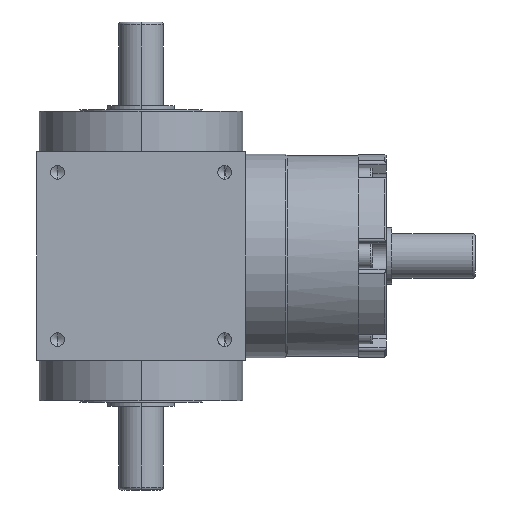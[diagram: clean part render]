
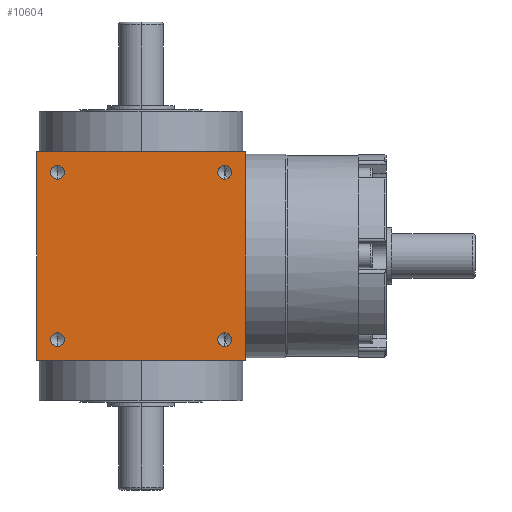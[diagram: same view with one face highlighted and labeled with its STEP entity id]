
A CAD part, left-side view. The second image highlights one B-rep face of the part: STEP entity #10604.
In plain terms, the highlighted planar face has unit normal (-1, 0, 0).
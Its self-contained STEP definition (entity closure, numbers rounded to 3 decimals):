
#30 = DIRECTION ( 'NONE',  ( -1., 0., 0. ) ) ;
#68 = CARTESIAN_POINT ( 'NONE',  ( -37.5, 30., 30. ) ) ;
#79 = EDGE_CURVE ( 'NONE', #2394, #1753, #1085, .T. ) ;
#243 = VERTEX_POINT ( 'NONE', #10770 ) ;
#269 = LINE ( 'NONE', #4047, #420 ) ;
#274 = CARTESIAN_POINT ( 'NONE',  ( -37.5, -30., -32.5 ) ) ;
#420 = VECTOR ( 'NONE', #7815, 1000. ) ;
#675 = EDGE_CURVE ( 'NONE', #7034, #2394, #11799, .T. ) ;
#724 = ORIENTED_EDGE ( 'NONE', *, *, #2320, .F. ) ;
#725 = CARTESIAN_POINT ( 'NONE',  ( -37.5, -37.5, 37.5 ) ) ;
#726 = FACE_OUTER_BOUND ( 'NONE', #3291, .T. ) ;
#877 = CARTESIAN_POINT ( 'NONE',  ( -37.5, -30., -30. ) ) ;
#891 = EDGE_CURVE ( 'NONE', #9197, #4412, #6558, .T. ) ;
#940 = VECTOR ( 'NONE', #8639, 1000. ) ;
#1085 = LINE ( 'NONE', #4863, #940 ) ;
#1149 = ORIENTED_EDGE ( 'NONE', *, *, #9466, .F. ) ;
#1166 = CARTESIAN_POINT ( 'NONE',  ( -37.5, -30., -30. ) ) ;
#1204 = AXIS2_PLACEMENT_3D ( 'NONE', #3782, #10383, #1913 ) ;
#1335 = EDGE_LOOP ( 'NONE', ( #1149, #724 ) ) ;
#1621 = VERTEX_POINT ( 'NONE', #4255 ) ;
#1652 = FACE_BOUND ( 'NONE', #6020, .T. ) ;
#1753 = VERTEX_POINT ( 'NONE', #725 ) ;
#1895 = AXIS2_PLACEMENT_3D ( 'NONE', #68, #3846, #7619 ) ;
#1913 = DIRECTION ( 'NONE',  ( 0., 0., 1. ) ) ;
#2131 = ORIENTED_EDGE ( 'NONE', *, *, #11648, .F. ) ;
#2320 = EDGE_CURVE ( 'NONE', #8312, #243, #10332, .T. ) ;
#2394 = VERTEX_POINT ( 'NONE', #7127 ) ;
#2666 = EDGE_LOOP ( 'NONE', ( #8017, #11741 ) ) ;
#2741 = ORIENTED_EDGE ( 'NONE', *, *, #11260, .F. ) ;
#2856 = DIRECTION ( 'NONE',  ( 0., 0., 1. ) ) ;
#3027 = CARTESIAN_POINT ( 'NONE',  ( -37.5, -30., 30. ) ) ;
#3150 = DIRECTION ( 'NONE',  ( -1., 0., 0. ) ) ;
#3271 = CARTESIAN_POINT ( 'NONE',  ( -37.5, 30., -27.5 ) ) ;
#3291 = EDGE_LOOP ( 'NONE', ( #10495, #2741, #8675, #4455 ) ) ;
#3349 = CARTESIAN_POINT ( 'NONE',  ( -37.5, 37.5, -37.5 ) ) ;
#3578 = DIRECTION ( 'NONE',  ( 0., -1., 0. ) ) ;
#3642 = DIRECTION ( 'NONE',  ( 0., 0., 1. ) ) ;
#3782 = CARTESIAN_POINT ( 'NONE',  ( -37.5, 30., 30. ) ) ;
#3807 = DIRECTION ( 'NONE',  ( 0., 0., 1. ) ) ;
#3846 = DIRECTION ( 'NONE',  ( -1., 0., 0. ) ) ;
#4047 = CARTESIAN_POINT ( 'NONE',  ( -37.5, 37.5, 37.5 ) ) ;
#4188 = AXIS2_PLACEMENT_3D ( 'NONE', #8776, #3150, #6930 ) ;
#4255 = CARTESIAN_POINT ( 'NONE',  ( -37.5, 30., -32.5 ) ) ;
#4412 = VERTEX_POINT ( 'NONE', #10467 ) ;
#4455 = ORIENTED_EDGE ( 'NONE', *, *, #675, .T. ) ;
#4508 = PLANE ( 'NONE',  #9097 ) ;
#4639 = CARTESIAN_POINT ( 'NONE',  ( -37.5, 37.5, 37.5 ) ) ;
#4655 = DIRECTION ( 'NONE',  ( -1., 0., 0. ) ) ;
#4765 = EDGE_CURVE ( 'NONE', #7034, #9801, #7563, .T. ) ;
#4795 = ORIENTED_EDGE ( 'NONE', *, *, #5486, .F. ) ;
#4863 = CARTESIAN_POINT ( 'NONE',  ( -37.5, -37.5, -37.5 ) ) ;
#4880 = CIRCLE ( 'NONE', #11775, 2.5 ) ;
#4947 = DIRECTION ( 'NONE',  ( -1., 0., 0. ) ) ;
#4976 = AXIS2_PLACEMENT_3D ( 'NONE', #5500, #12085, #3642 ) ;
#5427 = FACE_BOUND ( 'NONE', #10532, .T. ) ;
#5486 = EDGE_CURVE ( 'NONE', #9544, #8679, #4880, .T. ) ;
#5500 = CARTESIAN_POINT ( 'NONE',  ( -37.5, 30., -30. ) ) ;
#5529 = AXIS2_PLACEMENT_3D ( 'NONE', #1166, #4947, #8720 ) ;
#6020 = EDGE_LOOP ( 'NONE', ( #4795, #9353 ) ) ;
#6087 = VECTOR ( 'NONE', #2856, 1000. ) ;
#6558 = CIRCLE ( 'NONE', #1204, 2.5 ) ;
#6687 = EDGE_CURVE ( 'NONE', #4412, #9197, #7239, .T. ) ;
#6804 = DIRECTION ( 'NONE',  ( -1., 0., 0. ) ) ;
#6930 = DIRECTION ( 'NONE',  ( 0., 0., 1. ) ) ;
#6933 = CARTESIAN_POINT ( 'NONE',  ( -37.5, -30., -27.5 ) ) ;
#7034 = VERTEX_POINT ( 'NONE', #12079 ) ;
#7127 = CARTESIAN_POINT ( 'NONE',  ( -37.5, -37.5, -37.5 ) ) ;
#7128 = DIRECTION ( 'NONE',  ( 0., -1., 0. ) ) ;
#7239 = CIRCLE ( 'NONE', #1895, 2.5 ) ;
#7548 = CARTESIAN_POINT ( 'NONE',  ( -37.5, -30., 27.5 ) ) ;
#7563 = LINE ( 'NONE', #11319, #6087 ) ;
#7619 = DIRECTION ( 'NONE',  ( 0., 0., 1. ) ) ;
#7693 = CIRCLE ( 'NONE', #9276, 2.5 ) ;
#7815 = DIRECTION ( 'NONE',  ( 0., -1., 0. ) ) ;
#8017 = ORIENTED_EDGE ( 'NONE', *, *, #891, .F. ) ;
#8272 = CARTESIAN_POINT ( 'NONE',  ( -37.5, 37.5, -37.5 ) ) ;
#8312 = VERTEX_POINT ( 'NONE', #7548 ) ;
#8424 = DIRECTION ( 'NONE',  ( 0., 0., 1. ) ) ;
#8501 = CARTESIAN_POINT ( 'NONE',  ( -37.5, -30., 30. ) ) ;
#8639 = DIRECTION ( 'NONE',  ( 0., 0., 1. ) ) ;
#8675 = ORIENTED_EDGE ( 'NONE', *, *, #4765, .F. ) ;
#8679 = VERTEX_POINT ( 'NONE', #274 ) ;
#8720 = DIRECTION ( 'NONE',  ( 0., 0., 1. ) ) ;
#8776 = CARTESIAN_POINT ( 'NONE',  ( -37.5, 30., -30. ) ) ;
#9097 = AXIS2_PLACEMENT_3D ( 'NONE', #8272, #12022, #3578 ) ;
#9197 = VERTEX_POINT ( 'NONE', #10752 ) ;
#9203 = FACE_BOUND ( 'NONE', #1335, .T. ) ;
#9276 = AXIS2_PLACEMENT_3D ( 'NONE', #3027, #6804, #10553 ) ;
#9353 = ORIENTED_EDGE ( 'NONE', *, *, #9479, .F. ) ;
#9466 = EDGE_CURVE ( 'NONE', #243, #8312, #7693, .T. ) ;
#9479 = EDGE_CURVE ( 'NONE', #8679, #9544, #10836, .T. ) ;
#9517 = CIRCLE ( 'NONE', #4188, 2.5 ) ;
#9544 = VERTEX_POINT ( 'NONE', #6933 ) ;
#9591 = VERTEX_POINT ( 'NONE', #3271 ) ;
#9801 = VERTEX_POINT ( 'NONE', #4639 ) ;
#10124 = FACE_BOUND ( 'NONE', #2666, .T. ) ;
#10299 = CIRCLE ( 'NONE', #4976, 2.5 ) ;
#10332 = CIRCLE ( 'NONE', #11896, 2.5 ) ;
#10383 = DIRECTION ( 'NONE',  ( -1., 0., 0. ) ) ;
#10409 = ORIENTED_EDGE ( 'NONE', *, *, #11891, .F. ) ;
#10467 = CARTESIAN_POINT ( 'NONE',  ( -37.5, 30., 27.5 ) ) ;
#10495 = ORIENTED_EDGE ( 'NONE', *, *, #79, .T. ) ;
#10532 = EDGE_LOOP ( 'NONE', ( #10409, #2131 ) ) ;
#10553 = DIRECTION ( 'NONE',  ( 0., 0., 1. ) ) ;
#10604 = ADVANCED_FACE ( 'NONE', ( #10124, #1652, #5427, #9203, #726 ), #4508, .T. ) ;
#10752 = CARTESIAN_POINT ( 'NONE',  ( -37.5, 30., 32.5 ) ) ;
#10770 = CARTESIAN_POINT ( 'NONE',  ( -37.5, -30., 32.5 ) ) ;
#10836 = CIRCLE ( 'NONE', #5529, 2.5 ) ;
#11260 = EDGE_CURVE ( 'NONE', #9801, #1753, #269, .T. ) ;
#11319 = CARTESIAN_POINT ( 'NONE',  ( -37.5, 37.5, -37.5 ) ) ;
#11381 = VECTOR ( 'NONE', #7128, 1000. ) ;
#11648 = EDGE_CURVE ( 'NONE', #1621, #9591, #9517, .T. ) ;
#11741 = ORIENTED_EDGE ( 'NONE', *, *, #6687, .F. ) ;
#11775 = AXIS2_PLACEMENT_3D ( 'NONE', #877, #4655, #8424 ) ;
#11799 = LINE ( 'NONE', #3349, #11381 ) ;
#11891 = EDGE_CURVE ( 'NONE', #9591, #1621, #10299, .T. ) ;
#11896 = AXIS2_PLACEMENT_3D ( 'NONE', #8501, #30, #3807 ) ;
#12022 = DIRECTION ( 'NONE',  ( -1., 0., 0. ) ) ;
#12079 = CARTESIAN_POINT ( 'NONE',  ( -37.5, 37.5, -37.5 ) ) ;
#12085 = DIRECTION ( 'NONE',  ( -1., 0., 0. ) ) ;
